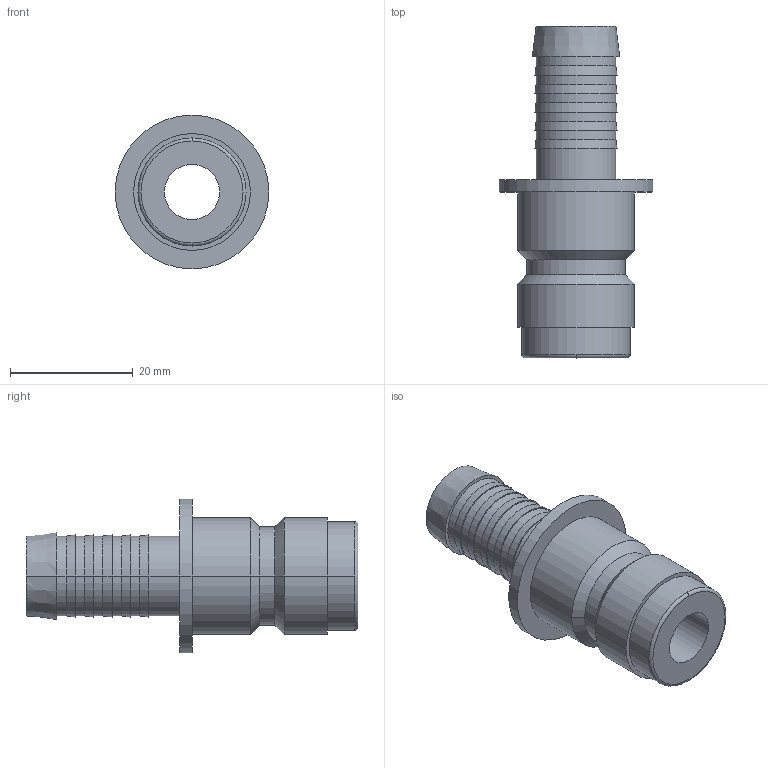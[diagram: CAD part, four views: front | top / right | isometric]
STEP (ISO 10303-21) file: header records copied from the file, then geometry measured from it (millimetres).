
FILE_DESCRIPTION(('STEP AP214'),'1');
FILE_NAME('eshg_13_sl.stp','2020-04-28T13:21:59',('TraceParts'),('TraceParts S.A.'),'Spatial InterOp 3D',' ',' ');
FILE_SCHEMA(('AUTOMOTIVE_DESIGN { 1 0 10303 214 1 1 1 1 }'));
Length unit declared in the file: millimetre
Products named in the file (1): eshg_13_sl
Bounding box: 25 x 54 x 25 mm (x, y, z)
Volume: 8075.6 mm3; surface area: 5250 mm2
Topology: 1 solids, 1 shells, 53 faces, 109 edges, 67 vertices
Faces by surface type: cylinder 24, cone 16, plane 11, torus 2
Entity records: 1860 total; most frequent: DIRECTION 286, CARTESIAN_POINT 230, ORIENTED_EDGE 218, AXIS2_PLACEMENT_3D 123, EDGE_CURVE 109, CIRCLE 69, VERTEX_POINT 67, EDGE_LOOP 64
